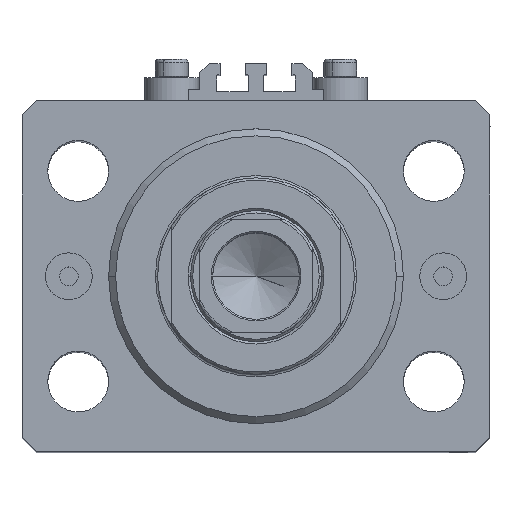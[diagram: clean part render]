
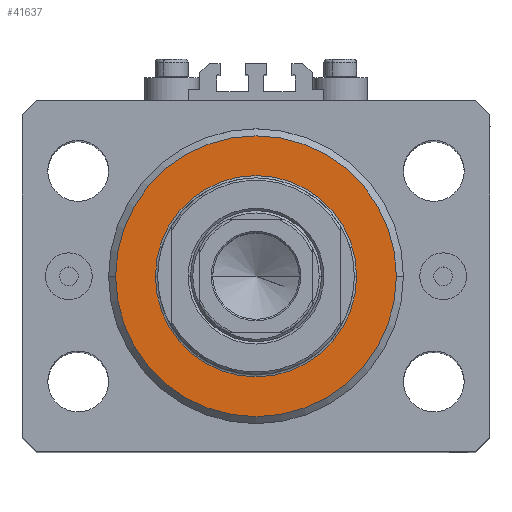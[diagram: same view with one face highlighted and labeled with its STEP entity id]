
A CAD part, top view. The second image highlights one B-rep face of the part: STEP entity #41637.
In plain terms, the highlighted face is planar.
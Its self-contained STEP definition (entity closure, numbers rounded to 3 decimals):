
#2188 = CARTESIAN_POINT ( 'NONE',  ( 0., 0., 0. ) ) ;
#3733 = CARTESIAN_POINT ( 'NONE',  ( 0., 0., 0. ) ) ;
#3992 = EDGE_CURVE ( 'NONE', #15140, #41019, #24514, .T. ) ;
#4505 = EDGE_CURVE ( 'NONE', #11876, #6571, #22271, .T. ) ;
#6342 = AXIS2_PLACEMENT_3D ( 'NONE', #44794, #12074, #8494 ) ;
#6571 = VERTEX_POINT ( 'NONE', #7376 ) ;
#7376 = CARTESIAN_POINT ( 'NONE',  ( 30., 0., 0. ) ) ;
#8415 = EDGE_CURVE ( 'NONE', #41019, #15140, #15529, .T. ) ;
#8494 = DIRECTION ( 'NONE',  ( 1., 0., 0. ) ) ;
#8643 = DIRECTION ( 'NONE',  ( 1., 0., 0. ) ) ;
#11876 = VERTEX_POINT ( 'NONE', #35990 ) ;
#12074 = DIRECTION ( 'NONE',  ( 0., 0., -1. ) ) ;
#14930 = DIRECTION ( 'NONE',  ( 1., 0., 0. ) ) ;
#15140 = VERTEX_POINT ( 'NONE', #28449 ) ;
#15418 = AXIS2_PLACEMENT_3D ( 'NONE', #23280, #18500, #14930 ) ;
#15529 = CIRCLE ( 'NONE', #42210, 21.5 ) ;
#17010 = DIRECTION ( 'NONE',  ( 0., 0., 1. ) ) ;
#18051 = FACE_BOUND ( 'NONE', #22085, .T. ) ;
#18500 = DIRECTION ( 'NONE',  ( 0., 0., -1. ) ) ;
#22085 = EDGE_LOOP ( 'NONE', ( #27415, #32531 ) ) ;
#22271 = CIRCLE ( 'NONE', #15418, 30. ) ;
#23280 = CARTESIAN_POINT ( 'NONE',  ( 0., 0., 0. ) ) ;
#24514 = CIRCLE ( 'NONE', #32143, 21.5 ) ;
#26172 = EDGE_CURVE ( 'NONE', #6571, #11876, #26926, .T. ) ;
#26914 = CARTESIAN_POINT ( 'NONE',  ( 21.5, 0., 0. ) ) ;
#26926 = CIRCLE ( 'NONE', #6342, 30. ) ;
#27415 = ORIENTED_EDGE ( 'NONE', *, *, #8415, .T. ) ;
#28449 = CARTESIAN_POINT ( 'NONE',  ( -21.5, 0., 0. ) ) ;
#29867 = ORIENTED_EDGE ( 'NONE', *, *, #26172, .T. ) ;
#30008 = ORIENTED_EDGE ( 'NONE', *, *, #4505, .T. ) ;
#31906 = FACE_OUTER_BOUND ( 'NONE', #46461, .T. ) ;
#32143 = AXIS2_PLACEMENT_3D ( 'NONE', #2188, #41357, #8643 ) ;
#32531 = ORIENTED_EDGE ( 'NONE', *, *, #3992, .T. ) ;
#35990 = CARTESIAN_POINT ( 'NONE',  ( -30., 0., 0. ) ) ;
#39427 = AXIS2_PLACEMENT_3D ( 'NONE', #3733, #42889, #43366 ) ;
#39550 = PLANE ( 'NONE',  #39427 ) ;
#41019 = VERTEX_POINT ( 'NONE', #26914 ) ;
#41357 = DIRECTION ( 'NONE',  ( 0., 0., 1. ) ) ;
#41637 = ADVANCED_FACE ( 'NONE', ( #18051, #31906 ), #39550, .F. ) ;
#42095 = CARTESIAN_POINT ( 'NONE',  ( 0., 0., 0. ) ) ;
#42210 = AXIS2_PLACEMENT_3D ( 'NONE', #42095, #17010, #45443 ) ;
#42889 = DIRECTION ( 'NONE',  ( 0., 0., 1. ) ) ;
#43366 = DIRECTION ( 'NONE',  ( 1., 0., 0. ) ) ;
#44794 = CARTESIAN_POINT ( 'NONE',  ( 0., 0., 0. ) ) ;
#45443 = DIRECTION ( 'NONE',  ( 1., 0., 0. ) ) ;
#46461 = EDGE_LOOP ( 'NONE', ( #29867, #30008 ) ) ;
